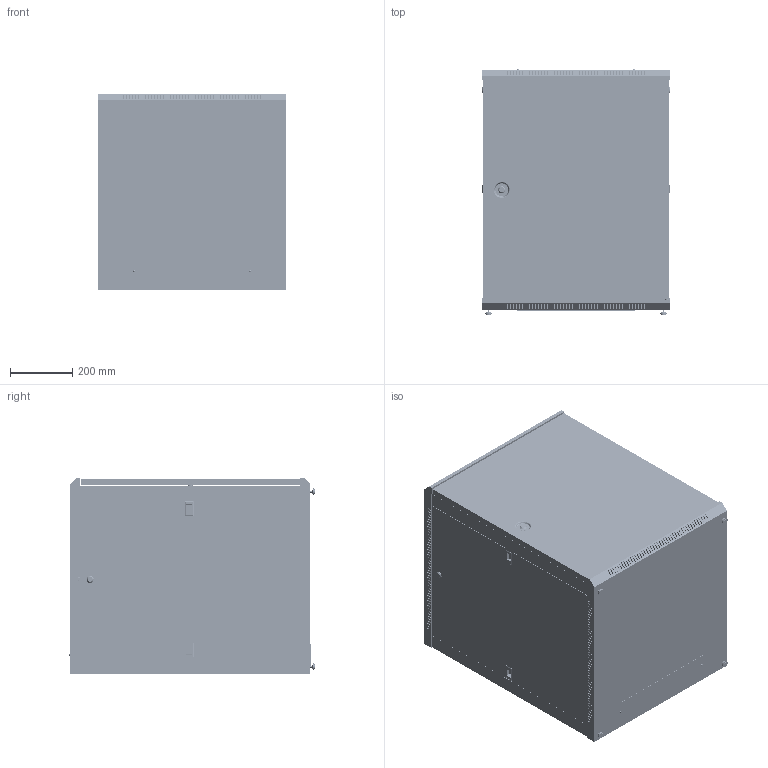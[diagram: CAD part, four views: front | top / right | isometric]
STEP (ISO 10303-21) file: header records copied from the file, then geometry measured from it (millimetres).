
FILE_DESCRIPTION (( 'STEP AP214' ), '1' );
FILE_NAME ('LWR3-15U66-GF ITK Øêàô LINEA W 15U 600x600 ìì äâåðü ñòåêëî, RAL7035.STEP', '2018-11-27T13:52:20', ( '' ), ( '' ), 'SwSTEP 2.0', 'SolidWorks 2014', '' );
FILE_SCHEMA (( 'AUTOMOTIVE_DESIGN' ));
Length unit declared in the file: millimetre
Products named in the file (1): LWR3-15U66-GF  ITK Øêàô LINEA W 15U 600x600 ìì äâåðü ñòåêëî, RAL7035
Bounding box: 604.6 x 787.41 x 630 mm (x, y, z)
Volume: 4667703.6 mm3; surface area: 7168611.8 mm2
Topology: 19 solids, 23 shells, 6429 faces, 18988 edges, 12608 vertices
Faces by surface type: plane 4798, cylinder 1513, torus 52, cone 52, sphere 14
Entity records: 218620 total; most frequent: CARTESIAN_POINT 39378, ORIENTED_EDGE 37976, DIRECTION 34858, EDGE_CURVE 18988, LINE 15298, VECTOR 15298, VERTEX_POINT 12608, AXIS2_PLACEMENT_3D 9780
